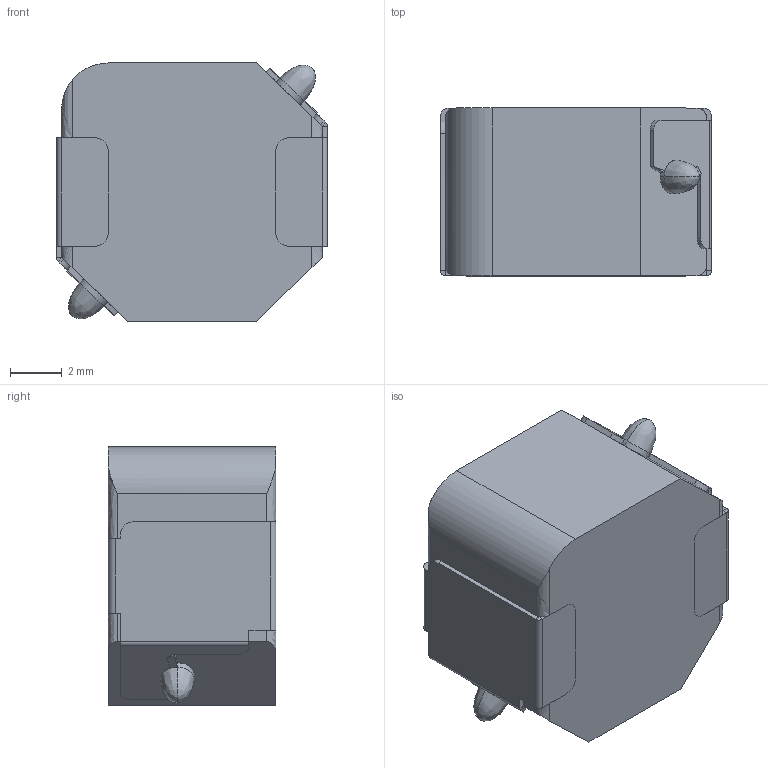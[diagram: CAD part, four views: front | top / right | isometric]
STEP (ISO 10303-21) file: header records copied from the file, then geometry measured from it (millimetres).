
FILE_DESCRIPTION (( 'STEP AP214' ), '1' );
FILE_NAME ('SPM10065VT-1R0M-D.STEP', '2022-03-07T23:26:45', ( '' ), ( '' ), 'SwSTEP 2.0', 'SolidWorks 2017', '' );
FILE_SCHEMA (( 'AUTOMOTIVE_DESIGN' ));
Length unit declared in the file: millimetre
Products named in the file (1): SPM10065VT-1R0M-D
Bounding box: 10.5 x 6.5 x 10 mm (x, y, z)
Volume: 607.9 mm3; surface area: 630.5 mm2
Topology: 5 solids, 5 shells, 154 faces, 394 edges, 246 vertices
Faces by surface type: plane 89, cylinder 47, bspline 18
Entity records: 4967 total; most frequent: CARTESIAN_POINT 1334, ORIENTED_EDGE 780, DIRECTION 698, EDGE_CURVE 390, VERTEX_POINT 246, LINE 236, VECTOR 236, AXIS2_PLACEMENT_3D 231
